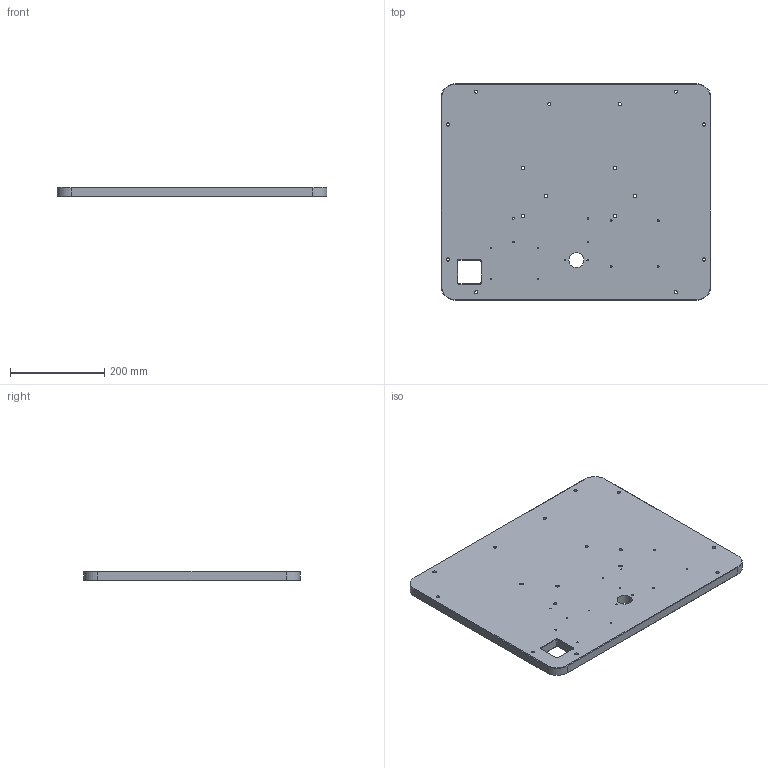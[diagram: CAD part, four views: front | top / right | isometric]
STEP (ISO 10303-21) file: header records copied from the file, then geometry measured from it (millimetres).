
FILE_DESCRIPTION (( 'STEP AP203' ), '1' );
FILE_NAME ('MS001-B.03.007JS.1.1 焊接框架中支撑板.step', '2021-08-27T10:51:08', ( 'Windows User' ), ( 'P R C' ), 'SwSTEP 2.0', 'SolidWorks 2016', '' );
FILE_SCHEMA (( 'CONFIG_CONTROL_DESIGN' ));
Length unit declared in the file: millimetre
Products named in the file (1): MS001-B.03.007JS.1.1 焊接框架中支撑板
Bounding box: 574 x 460 x 20 mm (x, y, z)
Volume: 5183231.8 mm3; surface area: 572123.5 mm2
Topology: 1 solids, 1 shells, 161 faces, 442 edges, 284 vertices
Faces by surface type: cylinder 78, plane 52, bspline 15, cone 8, torus 8
Entity records: 5775 total; most frequent: CARTESIAN_POINT 1431, ORIENTED_EDGE 884, DIRECTION 878, EDGE_CURVE 442, AXIS2_PLACEMENT_3D 319, VERTEX_POINT 284, VECTOR 240, LINE 240
